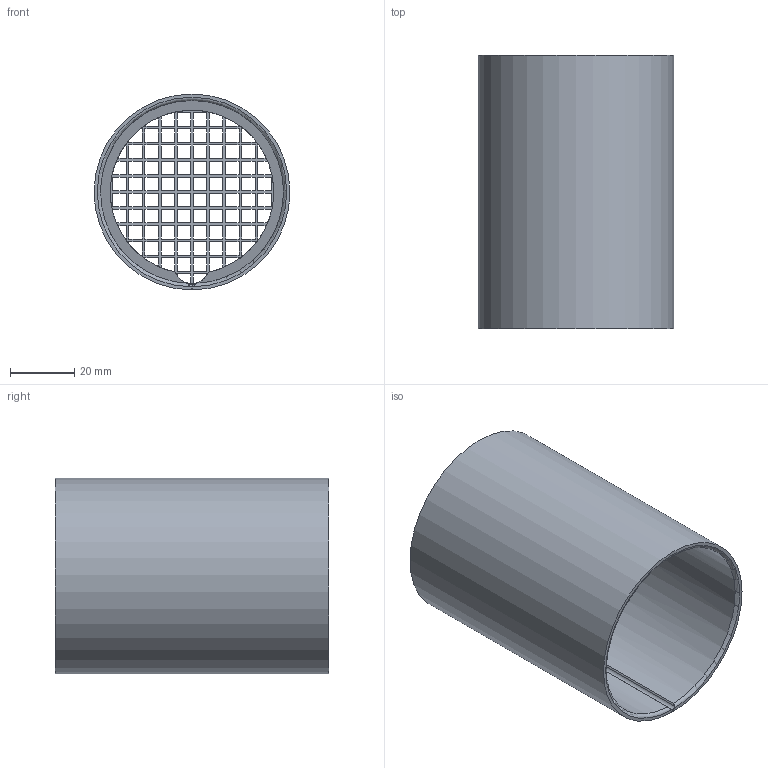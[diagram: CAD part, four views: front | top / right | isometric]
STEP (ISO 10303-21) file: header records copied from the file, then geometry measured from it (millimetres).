
FILE_DESCRIPTION(/* description */ (''),/* implementation_level */ '2;1');
FILE_NAME(/* name */ 'spotlight guide.step',/* time_stamp */ '2025-09-18T14:37:33+12:00',/* author */ (''),/* organization */ (''),/* preprocessor_version */ 'ST-DEVELOPER v20.1',/* originating_system */ 'Autodesk Translation Framework v14.17.0.0',/* authorisation */ '');
FILE_SCHEMA (('AUTOMOTIVE_DESIGN { 1 0 10303 214 3 1 1 }'));
Length unit declared in the file: millimetre
Products named in the file (1): spot light, light guide
Bounding box: 60.8 x 84.92 x 60.8 mm (x, y, z)
Volume: 64583.7 mm3; surface area: 100641.9 mm2
Topology: 1 solids, 1 shells, 501 faces, 1535 edges, 997 vertices
Faces by surface type: plane 447, cylinder 48, torus 3, cone 2, bspline 1
Entity records: 17402 total; most frequent: CARTESIAN_POINT 3134, ORIENTED_EDGE 3070, DIRECTION 2669, EDGE_CURVE 1535, LINE 1375, VECTOR 1375, VERTEX_POINT 997, EDGE_LOOP 702
